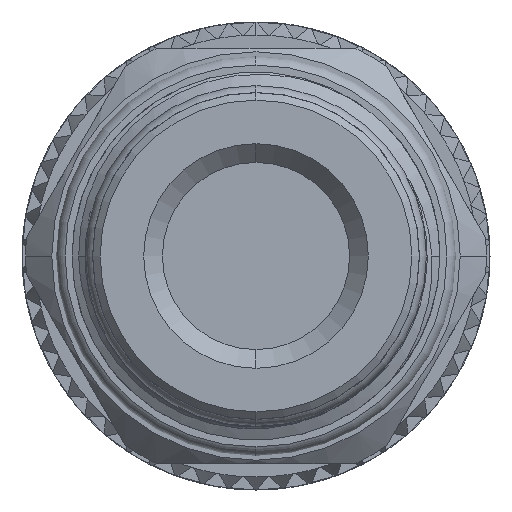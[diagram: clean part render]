
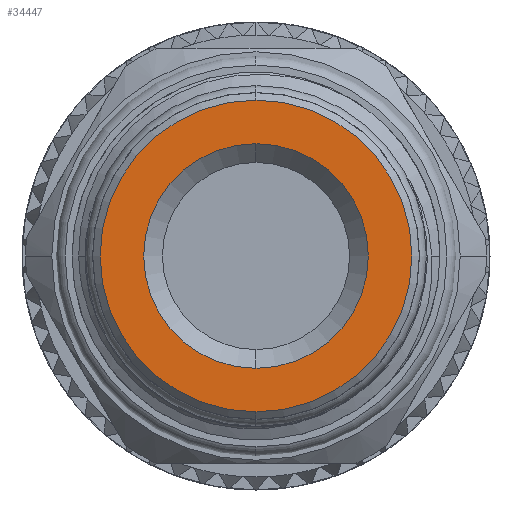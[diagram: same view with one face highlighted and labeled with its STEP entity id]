
A CAD part, left-side view. The second image highlights one B-rep face of the part: STEP entity #34447.
In plain terms, the highlighted planar face has unit normal (-1, 0, 0).
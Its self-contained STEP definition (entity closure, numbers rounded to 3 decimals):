
#102 = EDGE_CURVE ( 'NONE', #11180, #46436, #48942, .T. ) ;
#670 = DIRECTION ( 'NONE',  ( 0., 0., 1. ) ) ;
#779 = AXIS2_PLACEMENT_3D ( 'NONE', #19432, #3615, #6416 ) ;
#3615 = DIRECTION ( 'NONE',  ( 1., 0., 0. ) ) ;
#5193 = AXIS2_PLACEMENT_3D ( 'NONE', #24698, #24516, #670 ) ;
#5532 = CARTESIAN_POINT ( 'NONE',  ( -72.3, 0., 0. ) ) ;
#6416 = DIRECTION ( 'NONE',  ( 0., 0., -1. ) ) ;
#8068 = FACE_OUTER_BOUND ( 'NONE', #28613, .T. ) ;
#8247 = CARTESIAN_POINT ( 'NONE',  ( -72.3, 0., -8.325 ) ) ;
#9239 = CARTESIAN_POINT ( 'NONE',  ( -72.3, 0., 0. ) ) ;
#9325 = DIRECTION ( 'NONE',  ( -1., 0., 0. ) ) ;
#11180 = VERTEX_POINT ( 'NONE', #37141 ) ;
#12208 = EDGE_CURVE ( 'NONE', #50643, #24634, #30818, .T. ) ;
#13979 = ORIENTED_EDGE ( 'NONE', *, *, #51204, .T. ) ;
#14665 = EDGE_CURVE ( 'NONE', #24634, #50643, #18768, .T. ) ;
#18010 = FACE_BOUND ( 'NONE', #23478, .T. ) ;
#18768 = CIRCLE ( 'NONE', #43592, 6. ) ;
#19258 = PLANE ( 'NONE',  #779 ) ;
#19432 = CARTESIAN_POINT ( 'NONE',  ( -72.3, 0., 0. ) ) ;
#20803 = CARTESIAN_POINT ( 'NONE',  ( -72.3, 0., -6. ) ) ;
#21612 = DIRECTION ( 'NONE',  ( 0., 0., 1. ) ) ;
#23478 = EDGE_LOOP ( 'NONE', ( #32040, #36133 ) ) ;
#24516 = DIRECTION ( 'NONE',  ( -1., 0., 0. ) ) ;
#24634 = VERTEX_POINT ( 'NONE', #20803 ) ;
#24698 = CARTESIAN_POINT ( 'NONE',  ( -72.3, 0., 0. ) ) ;
#28266 = CARTESIAN_POINT ( 'NONE',  ( -72.3, 0., 6. ) ) ;
#28613 = EDGE_LOOP ( 'NONE', ( #13979, #50312 ) ) ;
#30818 = CIRCLE ( 'NONE', #45529, 6. ) ;
#32040 = ORIENTED_EDGE ( 'NONE', *, *, #12208, .F. ) ;
#32830 = DIRECTION ( 'NONE',  ( 0., 0., 1. ) ) ;
#33002 = CARTESIAN_POINT ( 'NONE',  ( -72.3, 0., 0. ) ) ;
#33379 = DIRECTION ( 'NONE',  ( 0., 0., 1. ) ) ;
#34447 = ADVANCED_FACE ( 'NONE', ( #8068, #18010 ), #19258, .F. ) ;
#36133 = ORIENTED_EDGE ( 'NONE', *, *, #14665, .F. ) ;
#37141 = CARTESIAN_POINT ( 'NONE',  ( -72.3, 0., 8.325 ) ) ;
#37401 = DIRECTION ( 'NONE',  ( -1., 0., 0. ) ) ;
#43592 = AXIS2_PLACEMENT_3D ( 'NONE', #9239, #49030, #21612 ) ;
#45529 = AXIS2_PLACEMENT_3D ( 'NONE', #33002, #9325, #32830 ) ;
#46436 = VERTEX_POINT ( 'NONE', #8247 ) ;
#47904 = CIRCLE ( 'NONE', #5193, 8.325 ) ;
#48942 = CIRCLE ( 'NONE', #50671, 8.325 ) ;
#49030 = DIRECTION ( 'NONE',  ( -1., 0., 0. ) ) ;
#50312 = ORIENTED_EDGE ( 'NONE', *, *, #102, .T. ) ;
#50643 = VERTEX_POINT ( 'NONE', #28266 ) ;
#50671 = AXIS2_PLACEMENT_3D ( 'NONE', #5532, #37401, #33379 ) ;
#51204 = EDGE_CURVE ( 'NONE', #46436, #11180, #47904, .T. ) ;
